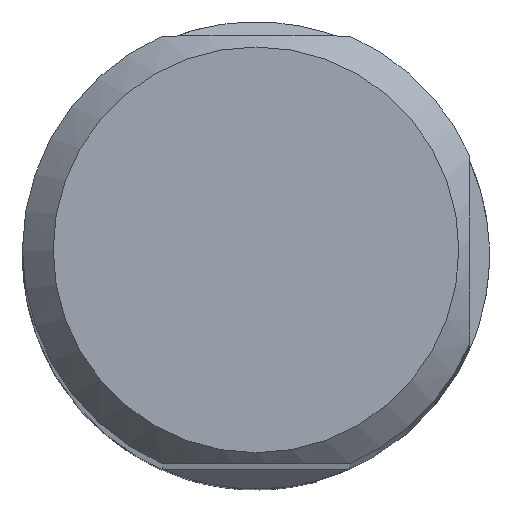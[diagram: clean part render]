
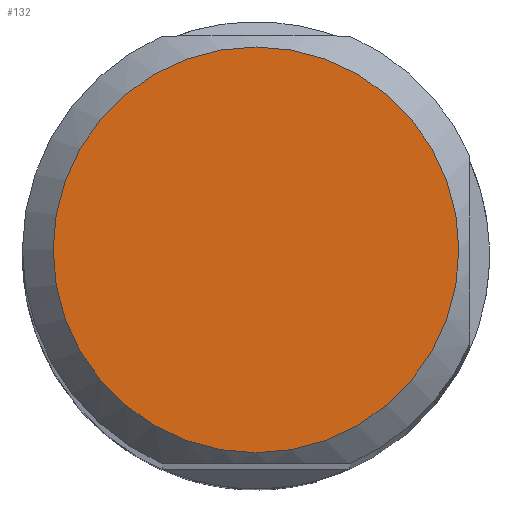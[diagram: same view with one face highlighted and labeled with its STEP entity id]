
A CAD part, top view. The second image highlights one B-rep face of the part: STEP entity #132.
In plain terms, the highlighted planar face has unit normal (0, 0, 1).
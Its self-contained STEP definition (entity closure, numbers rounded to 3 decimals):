
#83=FACE_OUTER_BOUND('',#276,.T.);
#132=ADVANCED_FACE('SHANK_FACE_BACK',(#83),#177,.F.);
#177=PLANE('',#835);
#276=EDGE_LOOP('',(#426));
#426=ORIENTED_EDGE('',*,*,#679,.T.);
#590=VERTEX_POINT('',#1329);
#679=EDGE_CURVE('',#590,#590,#744,.T.);
#744=CIRCLE('',#834,16.55);
#834=AXIS2_PLACEMENT_3D('',#1328,#979,#980);
#835=AXIS2_PLACEMENT_3D('',#1330,#981,#982);
#979=DIRECTION('',(0.,0.,1.));
#980=DIRECTION('',(-1.,0.,0.));
#981=DIRECTION('',(0.,0.,-1.));
#982=DIRECTION('',(1.,0.,0.));
#1328=CARTESIAN_POINT('',(0.,0.,0.));
#1329=CARTESIAN_POINT('',(-16.55,0.,0.));
#1330=CARTESIAN_POINT('',(0.,0.,0.));
